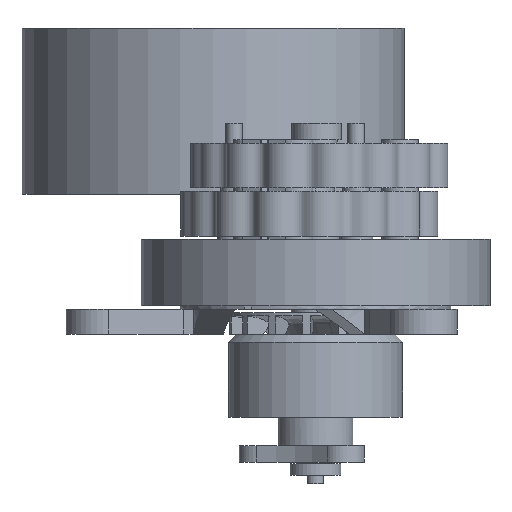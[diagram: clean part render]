
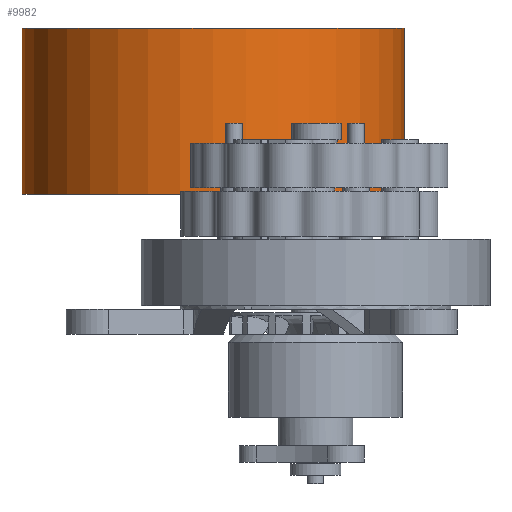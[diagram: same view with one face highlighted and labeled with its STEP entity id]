
A CAD part, left-side view. The second image highlights one B-rep face of the part: STEP entity #9982.
In plain terms, the highlighted cylindrical face has radius 11.5 mm (diameter 23 mm), a full revolution.
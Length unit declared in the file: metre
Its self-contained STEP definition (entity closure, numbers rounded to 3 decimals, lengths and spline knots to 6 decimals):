
#4738=ORIENTED_EDGE('',*,*,#6180,.F.);
#4739=ORIENTED_EDGE('',*,*,#6181,.T.);
#6180=EDGE_CURVE('',#7144,#7144,#7742,.T.);
#6181=EDGE_CURVE('',#7145,#7145,#7743,.T.);
#7144=VERTEX_POINT('',#21701);
#7145=VERTEX_POINT('',#21703);
#7742=CIRCLE('',#12117,0.0115);
#7743=CIRCLE('',#12118,0.0115);
#8462=EDGE_LOOP('',(#4738));
#8463=EDGE_LOOP('',(#4739));
#9212=FACE_BOUND('',#8462,.T.);
#9213=FACE_BOUND('',#8463,.T.);
#9429=CYLINDRICAL_SURFACE('',#12116,0.0115);
#9982=ADVANCED_FACE('',(#9212,#9213),#9429,.T.);
#12116=AXIS2_PLACEMENT_3D('',#21699,#14962,#14963);
#12117=AXIS2_PLACEMENT_3D('',#21700,#14964,#14965);
#12118=AXIS2_PLACEMENT_3D('',#21702,#14966,#14967);
#14962=DIRECTION('',(0.,0.,-1.));
#14963=DIRECTION('',(-1.,0.,0.));
#14964=DIRECTION('',(0.,0.,1.));
#14965=DIRECTION('',(1.,0.,0.));
#14966=DIRECTION('',(0.,0.,1.));
#14967=DIRECTION('',(1.,0.,0.));
#21699=CARTESIAN_POINT('',(0.,0.,0.0249));
#21700=CARTESIAN_POINT('',(0.,0.,0.0249));
#21701=CARTESIAN_POINT('',(0.0115,0.,0.0249));
#21702=CARTESIAN_POINT('',(0.,0.,0.0149));
#21703=CARTESIAN_POINT('',(0.0115,0.,0.0149));
